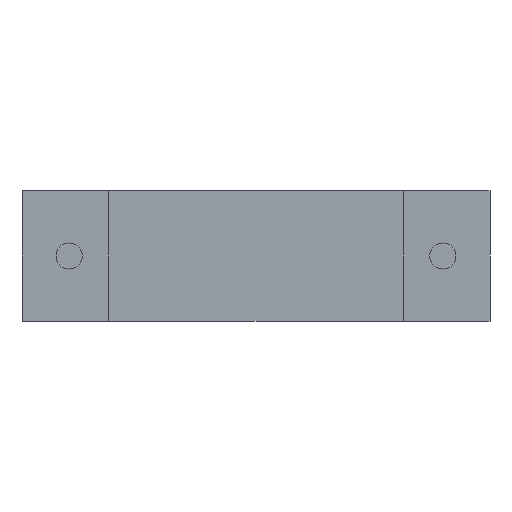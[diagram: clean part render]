
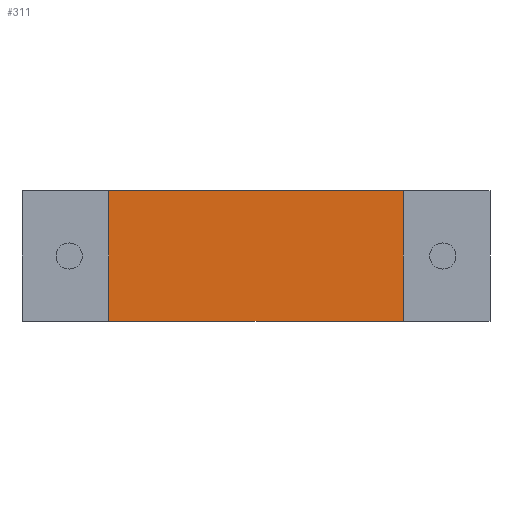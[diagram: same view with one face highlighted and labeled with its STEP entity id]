
A CAD part, front view. The second image highlights one B-rep face of the part: STEP entity #311.
In plain terms, the highlighted planar face has unit normal (0, -1, 0).
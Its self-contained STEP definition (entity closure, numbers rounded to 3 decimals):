
#1=DIRECTION('',(1.,0.,0.));
#2=VECTOR('',#1,9.);
#3=CARTESIAN_POINT('',(-4.5,13.1,-2.));
#4=LINE('',#3,#2);
#49=DIRECTION('',(0.,0.,1.));
#50=VECTOR('',#49,4.);
#51=CARTESIAN_POINT('',(-4.5,13.1,-2.));
#52=LINE('',#51,#50);
#113=DIRECTION('',(0.,0.,1.));
#114=VECTOR('',#113,4.);
#115=CARTESIAN_POINT('',(4.5,13.1,-2.));
#116=LINE('',#115,#114);
#117=DIRECTION('',(1.,0.,0.));
#118=VECTOR('',#117,9.);
#119=CARTESIAN_POINT('',(-4.5,13.1,2.));
#120=LINE('',#119,#118);
#201=CARTESIAN_POINT('',(-4.5,13.1,-2.));
#202=CARTESIAN_POINT('',(4.5,13.1,-2.));
#203=VERTEX_POINT('',#201);
#204=VERTEX_POINT('',#202);
#225=CARTESIAN_POINT('',(-4.5,13.1,2.));
#226=CARTESIAN_POINT('',(4.5,13.1,2.));
#227=VERTEX_POINT('',#225);
#228=VERTEX_POINT('',#226);
#297=CARTESIAN_POINT('',(-4.5,13.1,-2.));
#298=DIRECTION('',(0.,-1.,0.));
#299=DIRECTION('',(1.,0.,0.));
#300=AXIS2_PLACEMENT_3D('',#297,#298,#299);
#301=PLANE('',#300);
#302=ORIENTED_EDGE('',*,*,#270,.F.);
#304=ORIENTED_EDGE('',*,*,#303,.T.);
#306=ORIENTED_EDGE('',*,*,#305,.T.);
#308=ORIENTED_EDGE('',*,*,#307,.F.);
#309=EDGE_LOOP('',(#302,#304,#306,#308));
#310=FACE_OUTER_BOUND('',#309,.F.);
#270=EDGE_CURVE('',#203,#204,#4,.T.);
#303=EDGE_CURVE('',#203,#227,#52,.T.);
#305=EDGE_CURVE('',#227,#228,#120,.T.);
#307=EDGE_CURVE('',#204,#228,#116,.T.);
#311=ADVANCED_FACE('',(#310),#301,.T.);
